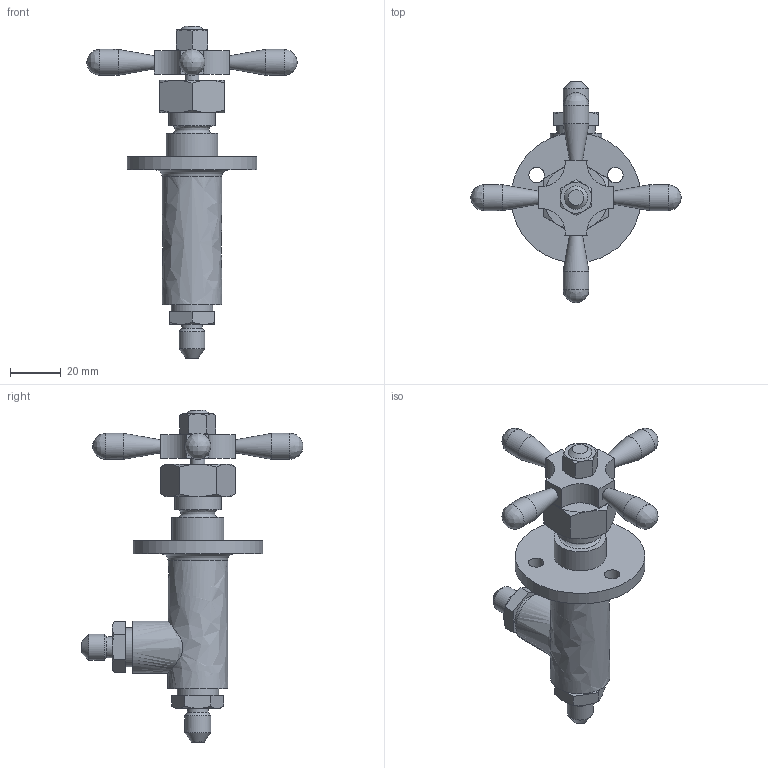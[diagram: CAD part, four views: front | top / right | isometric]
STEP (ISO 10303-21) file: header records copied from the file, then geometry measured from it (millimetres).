
FILE_DESCRIPTION(('FreeCAD Model'),'2;1');
FILE_NAME('Open CASCADE Shape Model','2025-05-07T16:34:10',('FreeCAD'),( 'FreeCAD'),'Open CASCADE STEP processor 7.6','FreeCAD','Unknown');
FILE_SCHEMA(('AUTOMOTIVE_DESIGN { 1 0 10303 214 1 1 1 1 }'));
Length unit declared in the file: millimetre
Products named in the file (1): Open CASCADE STEP translator 7.6 1
Bounding box: 82.69 x 87.28 x 130.56 mm (x, y, z)
Volume: 65207.6 mm3; surface area: 33329.6 mm2
Topology: 20 solids, 20 shells, 308 faces, 682 edges, 436 vertices
Faces by surface type: bspline 308
Entity records: 11308 total; most frequent: CARTESIAN_POINT 7343, ORIENTED_EDGE 1344, EDGE_CURVE 672, VERTEX_POINT 443, FACE_BOUND 379, EDGE_LOOP 372, ADVANCED_FACE 301, B_SPLINE_CURVE_WITH_KNOTS 278
